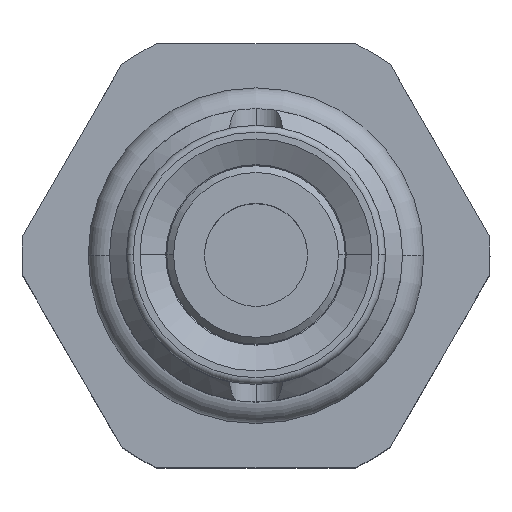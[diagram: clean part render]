
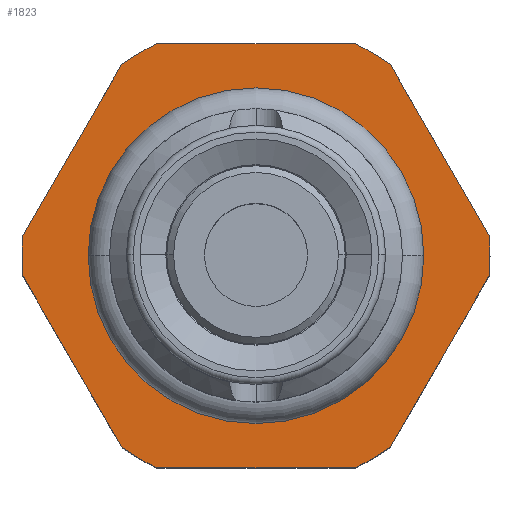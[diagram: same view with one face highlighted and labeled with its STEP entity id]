
A CAD part, top view. The second image highlights one B-rep face of the part: STEP entity #1823.
In plain terms, the highlighted planar face has unit normal (0, 0, 1).
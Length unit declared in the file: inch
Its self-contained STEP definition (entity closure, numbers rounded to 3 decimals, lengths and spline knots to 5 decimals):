
#274=CARTESIAN_POINT('',(0.,0.,0.));
#275=DIRECTION('',(0.,0.,1.));
#276=DIRECTION('',(-0.996,0.086,0.));
#277=AXIS2_PLACEMENT_3D('',#274,#275,#276);
#307=CARTESIAN_POINT('',(0.,0.,0.));
#308=DIRECTION('',(0.,0.,1.));
#309=DIRECTION('',(0.996,-0.086,0.));
#310=AXIS2_PLACEMENT_3D('',#307,#308,#309);
#312=DIRECTION('',(-0.5,-0.866,0.));
#313=VECTOR('',#312,0.29236);
#314=CARTESIAN_POINT('',(0.34372,-0.02965,0.));
#315=LINE('',#314,#313);
#316=CARTESIAN_POINT('',(0.,0.,0.));
#317=DIRECTION('',(0.,0.,-1.));
#318=DIRECTION('',(0.573,-0.82,0.));
#319=AXIS2_PLACEMENT_3D('',#316,#317,#318);
#321=DIRECTION('',(-1.,0.,0.));
#322=VECTOR('',#321,0.29236);
#323=CARTESIAN_POINT('',(0.14618,-0.3125,0.));
#324=LINE('',#323,#322);
#325=CARTESIAN_POINT('',(0.,0.,0.));
#326=DIRECTION('',(0.,0.,-1.));
#327=DIRECTION('',(-0.424,-0.906,0.));
#328=AXIS2_PLACEMENT_3D('',#325,#326,#327);
#330=DIRECTION('',(-0.5,0.866,0.));
#331=VECTOR('',#330,0.29236);
#332=CARTESIAN_POINT('',(-0.19754,-0.28285,0.));
#333=LINE('',#332,#331);
#334=DIRECTION('',(0.5,0.866,0.));
#335=VECTOR('',#334,0.29236);
#336=CARTESIAN_POINT('',(-0.34372,0.02965,0.));
#337=LINE('',#336,#335);
#338=CARTESIAN_POINT('',(0.,0.,0.));
#339=DIRECTION('',(0.,0.,-1.));
#340=DIRECTION('',(-0.573,0.82,0.));
#341=AXIS2_PLACEMENT_3D('',#338,#339,#340);
#343=DIRECTION('',(1.,0.,0.));
#344=VECTOR('',#343,0.29236);
#345=CARTESIAN_POINT('',(-0.14618,0.3125,0.));
#346=LINE('',#345,#344);
#347=CARTESIAN_POINT('',(0.,0.,0.));
#348=DIRECTION('',(0.,0.,-1.));
#349=DIRECTION('',(0.424,0.906,0.));
#350=AXIS2_PLACEMENT_3D('',#347,#348,#349);
#352=DIRECTION('',(0.5,-0.866,0.));
#353=VECTOR('',#352,0.29236);
#354=CARTESIAN_POINT('',(0.19754,0.28285,0.));
#355=LINE('',#354,#353);
#356=CARTESIAN_POINT('',(0.,0.,0.));
#357=DIRECTION('',(0.,0.,-1.));
#358=DIRECTION('',(-1.,0.,0.));
#359=AXIS2_PLACEMENT_3D('',#356,#357,#358);
#361=CARTESIAN_POINT('',(0.,0.,0.));
#362=DIRECTION('',(0.,0.,-1.));
#363=DIRECTION('',(1.,0.,0.));
#364=AXIS2_PLACEMENT_3D('',#361,#362,#363);
#1242=CARTESIAN_POINT('',(0.19754,-0.28285,0.));
#1243=CARTESIAN_POINT('',(0.14618,-0.3125,0.));
#1244=VERTEX_POINT('',#1242);
#1245=VERTEX_POINT('',#1243);
#1246=CARTESIAN_POINT('',(-0.14618,-0.3125,0.));
#1247=CARTESIAN_POINT('',(-0.19754,-0.28285,0.));
#1248=VERTEX_POINT('',#1246);
#1249=VERTEX_POINT('',#1247);
#1250=CARTESIAN_POINT('',(-0.19754,0.28285,0.));
#1251=CARTESIAN_POINT('',(-0.14618,0.3125,0.));
#1252=VERTEX_POINT('',#1250);
#1253=VERTEX_POINT('',#1251);
#1254=CARTESIAN_POINT('',(0.14618,0.3125,0.));
#1255=CARTESIAN_POINT('',(0.19754,0.28285,0.));
#1256=VERTEX_POINT('',#1254);
#1257=VERTEX_POINT('',#1255);
#1260=CARTESIAN_POINT('',(0.34372,0.02965,0.));
#1262=VERTEX_POINT('',#1260);
#1264=CARTESIAN_POINT('',(0.34372,-0.02965,0.));
#1266=VERTEX_POINT('',#1264);
#1276=CARTESIAN_POINT('',(-0.34372,-0.02965,0.));
#1278=VERTEX_POINT('',#1276);
#1280=CARTESIAN_POINT('',(-0.34372,0.02965,0.));
#1282=VERTEX_POINT('',#1280);
#1302=CARTESIAN_POINT('',(-0.216,0.,0.));
#1303=CARTESIAN_POINT('',(0.216,0.,0.));
#1304=VERTEX_POINT('',#1302);
#1305=VERTEX_POINT('',#1303);
#1788=CARTESIAN_POINT('',(0.,0.,0.));
#1789=DIRECTION('',(0.,0.,-1.));
#1790=DIRECTION('',(-1.,0.,0.));
#1791=AXIS2_PLACEMENT_3D('',#1788,#1789,#1790);
#1792=PLANE('',#1791);
#1793=ORIENTED_EDGE('',*,*,#1777,.F.);
#1795=ORIENTED_EDGE('',*,*,#1794,.T.);
#1797=ORIENTED_EDGE('',*,*,#1796,.T.);
#1799=ORIENTED_EDGE('',*,*,#1798,.T.);
#1801=ORIENTED_EDGE('',*,*,#1800,.T.);
#1803=ORIENTED_EDGE('',*,*,#1802,.T.);
#1804=ORIENTED_EDGE('',*,*,#1741,.F.);
#1806=ORIENTED_EDGE('',*,*,#1805,.T.);
#1808=ORIENTED_EDGE('',*,*,#1807,.T.);
#1810=ORIENTED_EDGE('',*,*,#1809,.T.);
#1812=ORIENTED_EDGE('',*,*,#1811,.T.);
#1814=ORIENTED_EDGE('',*,*,#1813,.T.);
#1815=EDGE_LOOP('',(#1793,#1795,#1797,#1799,#1801,#1803,#1804,#1806,#1808,#1810,
#1812,#1814));
#1816=FACE_OUTER_BOUND('',#1815,.F.);
#1818=ORIENTED_EDGE('',*,*,#1817,.F.);
#1820=ORIENTED_EDGE('',*,*,#1819,.F.);
#1821=EDGE_LOOP('',(#1818,#1820));
#1822=FACE_BOUND('',#1821,.F.);
#1823=ADVANCED_FACE('',(#1816,#1822),#1792,.F.);
#278=CIRCLE('',#277,0.345);
#311=CIRCLE('',#310,0.345);
#320=CIRCLE('',#319,0.345);
#329=CIRCLE('',#328,0.345);
#342=CIRCLE('',#341,0.345);
#351=CIRCLE('',#350,0.345);
#360=CIRCLE('',#359,0.216);
#365=CIRCLE('',#364,0.216);
#1741=EDGE_CURVE('',#1282,#1278,#278,.T.);
#1777=EDGE_CURVE('',#1266,#1262,#311,.T.);
#1794=EDGE_CURVE('',#1266,#1244,#315,.T.);
#1796=EDGE_CURVE('',#1244,#1245,#320,.T.);
#1798=EDGE_CURVE('',#1245,#1248,#324,.T.);
#1800=EDGE_CURVE('',#1248,#1249,#329,.T.);
#1802=EDGE_CURVE('',#1249,#1278,#333,.T.);
#1805=EDGE_CURVE('',#1282,#1252,#337,.T.);
#1807=EDGE_CURVE('',#1252,#1253,#342,.T.);
#1809=EDGE_CURVE('',#1253,#1256,#346,.T.);
#1811=EDGE_CURVE('',#1256,#1257,#351,.T.);
#1813=EDGE_CURVE('',#1257,#1262,#355,.T.);
#1817=EDGE_CURVE('',#1304,#1305,#360,.T.);
#1819=EDGE_CURVE('',#1305,#1304,#365,.T.);
